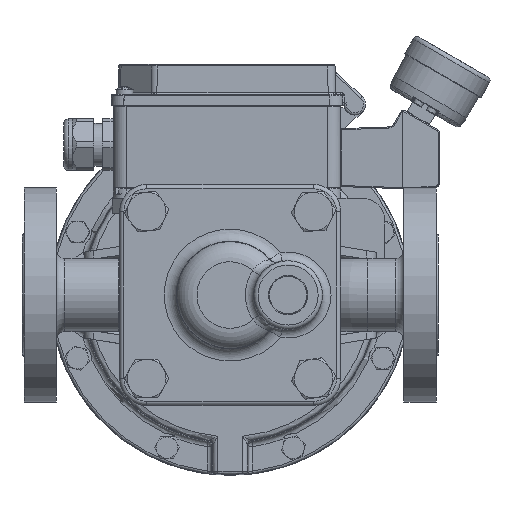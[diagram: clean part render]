
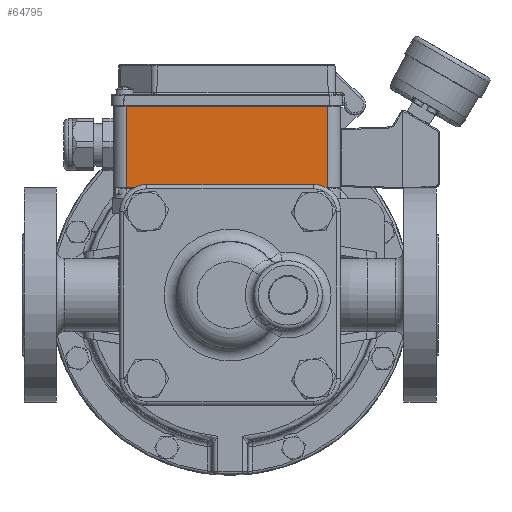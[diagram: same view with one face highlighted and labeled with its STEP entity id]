
A CAD part, front view. The second image highlights one B-rep face of the part: STEP entity #64795.
In plain terms, the highlighted planar face has unit normal (0, -1, -0.018).
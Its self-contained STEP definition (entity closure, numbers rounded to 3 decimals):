
#6350=PLANE('',#70792);
#10434=FACE_OUTER_BOUND('',#14380,.T.);
#14380=EDGE_LOOP('',(#54124,#54125,#54126,#54127));
#18545=LINE('',#130816,#22492);
#18552=LINE('',#130880,#22499);
#18553=LINE('',#130883,#22500);
#18554=LINE('',#130884,#22501);
#22492=VECTOR('',#85232,37.803);
#22499=VECTOR('',#85253,37.803);
#22500=VECTOR('',#85258,94.);
#22501=VECTOR('',#85259,94.);
#29591=VERTEX_POINT('',#130814);
#29592=VERTEX_POINT('',#130815);
#29601=VERTEX_POINT('',#130868);
#29602=VERTEX_POINT('',#130879);
#38131=EDGE_CURVE('',#29591,#29592,#18545,.T.);
#38145=EDGE_CURVE('',#29602,#29601,#18552,.T.);
#38147=EDGE_CURVE('',#29601,#29591,#18553,.T.);
#38148=EDGE_CURVE('',#29592,#29602,#18554,.T.);
#54124=ORIENTED_EDGE('',*,*,#38145,.T.);
#54125=ORIENTED_EDGE('',*,*,#38147,.T.);
#54126=ORIENTED_EDGE('',*,*,#38131,.T.);
#54127=ORIENTED_EDGE('',*,*,#38148,.T.);
#64795=ADVANCED_FACE('',(#10434),#6350,.T.);
#70792=AXIS2_PLACEMENT_3D('',#130882,#85256,#85257);
#85232=DIRECTION('',(0.,0.018,-1.));
#85253=DIRECTION('',(0.,-0.018,1.));
#85256=DIRECTION('center_axis',(0.,-1.,
-0.018));
#85257=DIRECTION('ref_axis',(0.,0.018,-1.));
#85258=DIRECTION('',(-1.,0.,0.));
#85259=DIRECTION('',(1.,0.,0.));
#130814=CARTESIAN_POINT('',(-65.599,129.517,87.846));
#130815=CARTESIAN_POINT('',(-65.599,130.211,50.05));
#130816=CARTESIAN_POINT('',(-65.599,130.211,50.05));
#130868=CARTESIAN_POINT('',(28.401,129.517,87.846));
#130879=CARTESIAN_POINT('',(28.401,130.211,50.05));
#130880=CARTESIAN_POINT('',(28.401,130.211,50.05));
#130882=CARTESIAN_POINT('Origin',(-71.599,130.211,50.05));
#130883=CARTESIAN_POINT('',(-65.599,129.517,87.846));
#130884=CARTESIAN_POINT('',(-71.599,130.211,50.05));
